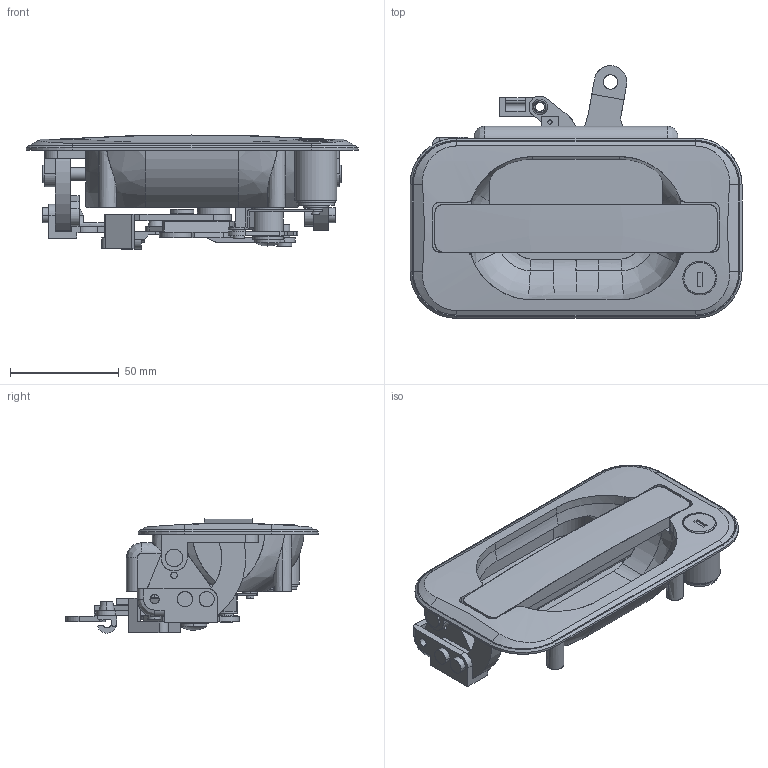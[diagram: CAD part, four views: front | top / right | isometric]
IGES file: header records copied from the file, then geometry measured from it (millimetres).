
Start section: SolidWorks IGES file using analytic representation for surfaces
Global section: file name: A-873-2C.IGS,15; native system: HSolidWorks 2007; preprocessor: SolidWorks 2007; author: sw9; date: 090123.162843; units: millimetre
Bounding box: 153 x 116.48 x 52.55 mm (x, y, z)
Surface area: 94988.1 mm2 (no closed solid volume)
Topology: 0 solids, 0 shells, 629 faces, 9910 edges, 9904 vertices
Faces by surface type: bspline 317, revolution 312
